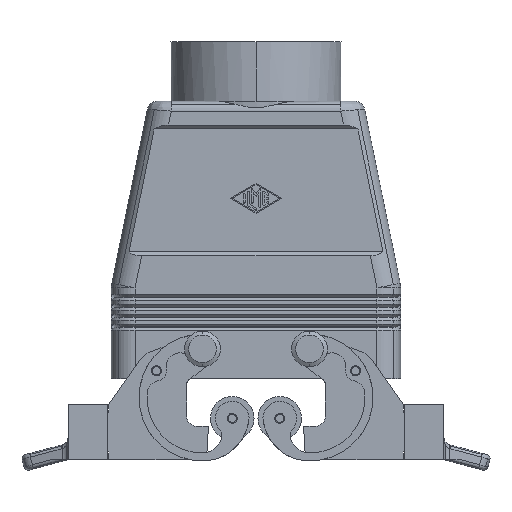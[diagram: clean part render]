
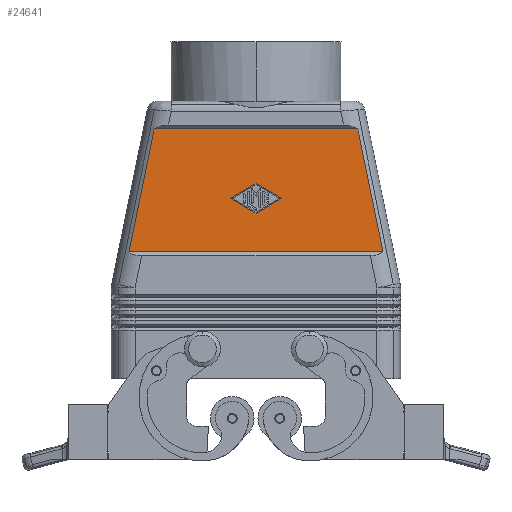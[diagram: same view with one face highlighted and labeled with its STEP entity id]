
A CAD part, front view. The second image highlights one B-rep face of the part: STEP entity #24641.
In plain terms, the highlighted planar face has unit normal (0, -1, 0).
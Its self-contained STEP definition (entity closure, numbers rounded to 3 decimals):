
#1709=CARTESIAN_POINT('',(25.691,-20.5,63.0));
#1710=VERTEX_POINT('',#1709);
#1718=CARTESIAN_POINT('',(32.025,-20.5,32.));
#1719=VERTEX_POINT('',#1718);
#1720=CARTESIAN_POINT('',(25.691,-20.5,63.0));
#1721=DIRECTION('',(0.2,0.0,-0.98));
#1722=VECTOR('',#1721,31.64);
#1723=LINE('',#1720,#1722);
#1724=EDGE_CURVE('',#1710,#1719,#1723,.T.);
#1945=CARTESIAN_POINT('',(-32.025,-20.5,32.));
#1946=VERTEX_POINT('',#1945);
#1954=CARTESIAN_POINT('',(-25.691,-20.5,63.0));
#1955=VERTEX_POINT('',#1954);
#1956=CARTESIAN_POINT('',(-32.025,-20.5,32.));
#1957=DIRECTION('',(0.2,0.0,0.98));
#1958=VECTOR('',#1957,31.64);
#1959=LINE('',#1956,#1958);
#1960=EDGE_CURVE('',#1946,#1955,#1959,.T.);
#23786=CARTESIAN_POINT('',(0.,-20.5,49.249));
#23787=VERTEX_POINT('',#23786);
#23788=CARTESIAN_POINT('',(6.5,-20.5,45.5));
#23789=VERTEX_POINT('',#23788);
#23790=CARTESIAN_POINT('',(0.,-20.5,49.249));
#23791=DIRECTION('',(0.866,0.0,-0.5));
#23792=VECTOR('',#23791,7.504);
#23793=LINE('',#23790,#23792);
#23794=EDGE_CURVE('',#23787,#23789,#23793,.T.);
#23826=CARTESIAN_POINT('',(0.,-20.5,41.751));
#23827=VERTEX_POINT('',#23826);
#23828=CARTESIAN_POINT('',(6.5,-20.5,45.5));
#23829=DIRECTION('',(-0.866,0.0,-0.5));
#23830=VECTOR('',#23829,7.504);
#23831=LINE('',#23828,#23830);
#23832=EDGE_CURVE('',#23789,#23827,#23831,.T.);
#23910=CARTESIAN_POINT('',(-6.5,-20.5,45.5));
#23911=VERTEX_POINT('',#23910);
#23912=CARTESIAN_POINT('',(0.,-20.5,41.751));
#23913=DIRECTION('',(-0.866,0.0,0.5));
#23914=VECTOR('',#23913,7.504);
#23915=LINE('',#23912,#23914);
#23916=EDGE_CURVE('',#23827,#23911,#23915,.T.);
#23941=CARTESIAN_POINT('',(-6.5,-20.5,45.5));
#23942=DIRECTION('',(0.866,0.0,0.5));
#23943=VECTOR('',#23942,7.504);
#23944=LINE('',#23941,#23943);
#23945=EDGE_CURVE('',#23911,#23787,#23944,.T.);
#24614=CARTESIAN_POINT('',(0.0,-20.5,63.0));
#24615=DIRECTION('',(0.0,1.0,0.0));
#24616=DIRECTION('',(0.0,0.0,1.0));
#24617=AXIS2_PLACEMENT_3D('',#24614,#24615,#24616);
#24618=PLANE('',#24617);
#24619=ORIENTED_EDGE('',*,*,#1724,.F.);
#24620=CARTESIAN_POINT('',(-25.691,-20.5,63.0));
#24621=DIRECTION('',(1.0,0.0,0.0));
#24622=VECTOR('',#24621,51.383);
#24623=LINE('',#24620,#24622);
#24624=EDGE_CURVE('',#1955,#1710,#24623,.T.);
#24625=ORIENTED_EDGE('',*,*,#24624,.F.);
#24626=ORIENTED_EDGE('',*,*,#1960,.F.);
#24627=CARTESIAN_POINT('',(-32.025,-20.5,32.));
#24628=DIRECTION('',(1.0,0.0,0.0));
#24629=VECTOR('',#24628,64.049);
#24630=LINE('',#24627,#24629);
#24631=EDGE_CURVE('',#1946,#1719,#24630,.T.);
#24632=ORIENTED_EDGE('',*,*,#24631,.T.);
#24633=EDGE_LOOP('',(#24619,#24625,#24626,#24632));
#24634=FACE_OUTER_BOUND('',#24633,.T.);
#24635=ORIENTED_EDGE('',*,*,#23916,.T.);
#24636=ORIENTED_EDGE('',*,*,#23945,.T.);
#24637=ORIENTED_EDGE('',*,*,#23794,.T.);
#24638=ORIENTED_EDGE('',*,*,#23832,.T.);
#24639=EDGE_LOOP('',(#24635,#24636,#24637,#24638));
#24640=FACE_BOUND('',#24639,.T.);
#24641=ADVANCED_FACE('',(#24634,#24640),#24618,.F.);
